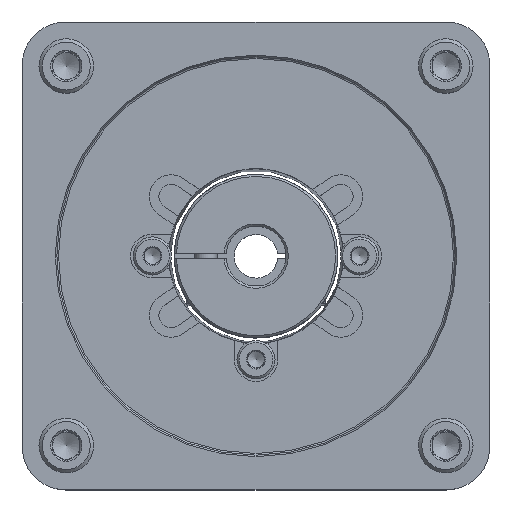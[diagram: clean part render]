
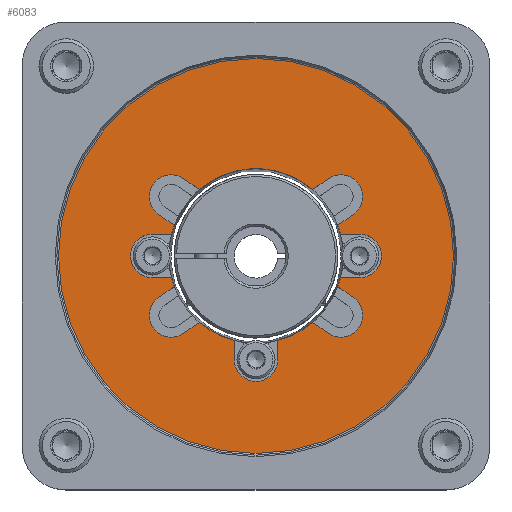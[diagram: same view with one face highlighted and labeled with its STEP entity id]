
A CAD part, top view. The second image highlights one B-rep face of the part: STEP entity #6083.
In plain terms, the highlighted planar face has unit normal (0, 0, 1).
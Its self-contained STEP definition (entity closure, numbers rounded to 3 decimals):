
#126=PLANE('',#6670);
#356=LINE('',#9984,#732);
#357=LINE('',#9988,#733);
#358=LINE('',#9989,#734);
#359=LINE('',#9993,#735);
#360=LINE('',#9994,#736);
#361=LINE('',#9998,#737);
#362=LINE('',#9999,#738);
#363=LINE('',#10003,#739);
#364=LINE('',#10004,#740);
#365=LINE('',#10008,#741);
#366=LINE('',#10009,#742);
#367=LINE('',#10013,#743);
#368=LINE('',#10014,#744);
#369=LINE('',#10018,#745);
#732=VECTOR('',#7829,1000.);
#733=VECTOR('',#7832,1000.);
#734=VECTOR('',#7833,1000.);
#735=VECTOR('',#7836,1000.);
#736=VECTOR('',#7837,1000.);
#737=VECTOR('',#7840,1000.);
#738=VECTOR('',#7841,1000.);
#739=VECTOR('',#7844,1000.);
#740=VECTOR('',#7845,1000.);
#741=VECTOR('',#7848,1000.);
#742=VECTOR('',#7849,1000.);
#743=VECTOR('',#7852,1000.);
#744=VECTOR('',#7853,1000.);
#745=VECTOR('',#7856,1000.);
#1263=CIRCLE('',#6630,16.);
#1265=CIRCLE('',#6633,16.);
#1271=CIRCLE('',#6641,16.);
#1276=CIRCLE('',#6648,16.);
#1280=CIRCLE('',#6654,16.);
#1284=CIRCLE('',#6659,16.);
#1287=CIRCLE('',#6663,16.);
#1292=CIRCLE('',#6671,4.);
#1293=CIRCLE('',#6672,4.);
#1294=CIRCLE('',#6673,4.);
#1295=CIRCLE('',#6674,4.);
#1296=CIRCLE('',#6675,4.);
#1297=CIRCLE('',#6676,4.);
#1298=CIRCLE('',#6677,4.);
#1299=CIRCLE('',#6678,36.225);
#2016=ORIENTED_EDGE('',*,*,#3596,.T.);
#2017=ORIENTED_EDGE('',*,*,#3597,.T.);
#2018=ORIENTED_EDGE('',*,*,#3598,.T.);
#2019=ORIENTED_EDGE('',*,*,#3566,.T.);
#2020=ORIENTED_EDGE('',*,*,#3599,.T.);
#2021=ORIENTED_EDGE('',*,*,#3600,.T.);
#2022=ORIENTED_EDGE('',*,*,#3601,.T.);
#2023=ORIENTED_EDGE('',*,*,#3575,.T.);
#2024=ORIENTED_EDGE('',*,*,#3602,.T.);
#2025=ORIENTED_EDGE('',*,*,#3603,.T.);
#2026=ORIENTED_EDGE('',*,*,#3604,.T.);
#2027=ORIENTED_EDGE('',*,*,#3582,.T.);
#2028=ORIENTED_EDGE('',*,*,#3605,.T.);
#2029=ORIENTED_EDGE('',*,*,#3606,.T.);
#2030=ORIENTED_EDGE('',*,*,#3607,.T.);
#2031=ORIENTED_EDGE('',*,*,#3527,.T.);
#2032=ORIENTED_EDGE('',*,*,#3608,.T.);
#2033=ORIENTED_EDGE('',*,*,#3609,.T.);
#2034=ORIENTED_EDGE('',*,*,#3610,.T.);
#2035=ORIENTED_EDGE('',*,*,#3522,.T.);
#2036=ORIENTED_EDGE('',*,*,#3611,.T.);
#2037=ORIENTED_EDGE('',*,*,#3612,.T.);
#2038=ORIENTED_EDGE('',*,*,#3613,.T.);
#2039=ORIENTED_EDGE('',*,*,#3542,.T.);
#2040=ORIENTED_EDGE('',*,*,#3614,.T.);
#2041=ORIENTED_EDGE('',*,*,#3615,.T.);
#2042=ORIENTED_EDGE('',*,*,#3616,.T.);
#2043=ORIENTED_EDGE('',*,*,#3555,.T.);
#2044=ORIENTED_EDGE('',*,*,#3617,.F.);
#3522=EDGE_CURVE('',#4356,#4355,#1263,.T.);
#3527=EDGE_CURVE('',#4360,#4359,#1265,.T.);
#3542=EDGE_CURVE('',#4372,#4371,#1271,.T.);
#3555=EDGE_CURVE('',#4382,#4381,#1276,.T.);
#3566=EDGE_CURVE('',#4390,#4389,#1280,.T.);
#3575=EDGE_CURVE('',#4398,#4397,#1284,.T.);
#3582=EDGE_CURVE('',#4404,#4403,#1287,.T.);
#3596=EDGE_CURVE('',#4381,#4413,#356,.T.);
#3597=EDGE_CURVE('',#4413,#4414,#1292,.F.);
#3598=EDGE_CURVE('',#4414,#4390,#357,.T.);
#3599=EDGE_CURVE('',#4389,#4415,#358,.T.);
#3600=EDGE_CURVE('',#4415,#4416,#1293,.F.);
#3601=EDGE_CURVE('',#4416,#4398,#359,.T.);
#3602=EDGE_CURVE('',#4397,#4417,#360,.T.);
#3603=EDGE_CURVE('',#4417,#4418,#1294,.F.);
#3604=EDGE_CURVE('',#4418,#4404,#361,.T.);
#3605=EDGE_CURVE('',#4403,#4419,#362,.T.);
#3606=EDGE_CURVE('',#4419,#4420,#1295,.F.);
#3607=EDGE_CURVE('',#4420,#4360,#363,.T.);
#3608=EDGE_CURVE('',#4359,#4421,#364,.T.);
#3609=EDGE_CURVE('',#4421,#4422,#1296,.F.);
#3610=EDGE_CURVE('',#4422,#4356,#365,.T.);
#3611=EDGE_CURVE('',#4355,#4423,#366,.T.);
#3612=EDGE_CURVE('',#4423,#4424,#1297,.F.);
#3613=EDGE_CURVE('',#4424,#4372,#367,.T.);
#3614=EDGE_CURVE('',#4371,#4425,#368,.T.);
#3615=EDGE_CURVE('',#4425,#4426,#1298,.F.);
#3616=EDGE_CURVE('',#4426,#4382,#369,.T.);
#3617=EDGE_CURVE('',#4427,#4427,#1299,.T.);
#4355=VERTEX_POINT('',#9840);
#4356=VERTEX_POINT('',#9842);
#4359=VERTEX_POINT('',#9850);
#4360=VERTEX_POINT('',#9852);
#4371=VERTEX_POINT('',#9879);
#4372=VERTEX_POINT('',#9881);
#4381=VERTEX_POINT('',#9904);
#4382=VERTEX_POINT('',#9906);
#4389=VERTEX_POINT('',#9925);
#4390=VERTEX_POINT('',#9927);
#4397=VERTEX_POINT('',#9943);
#4398=VERTEX_POINT('',#9945);
#4403=VERTEX_POINT('',#9957);
#4404=VERTEX_POINT('',#9959);
#4413=VERTEX_POINT('',#9985);
#4414=VERTEX_POINT('',#9987);
#4415=VERTEX_POINT('',#9990);
#4416=VERTEX_POINT('',#9992);
#4417=VERTEX_POINT('',#9995);
#4418=VERTEX_POINT('',#9997);
#4419=VERTEX_POINT('',#10000);
#4420=VERTEX_POINT('',#10002);
#4421=VERTEX_POINT('',#10005);
#4422=VERTEX_POINT('',#10007);
#4423=VERTEX_POINT('',#10010);
#4424=VERTEX_POINT('',#10012);
#4425=VERTEX_POINT('',#10015);
#4426=VERTEX_POINT('',#10017);
#4427=VERTEX_POINT('',#10020);
#5015=EDGE_LOOP('',(#2016,#2017,#2018,#2019,#2020,#2021,#2022,#2023,#2024,
#2025,#2026,#2027,#2028,#2029,#2030,#2031,#2032,#2033,#2034,#2035,#2036,
#2037,#2038,#2039,#2040,#2041,#2042,#2043));
#5016=EDGE_LOOP('',(#2044));
#5540=FACE_BOUND('',#5015,.T.);
#5541=FACE_BOUND('',#5016,.T.);
#6083=ADVANCED_FACE('',(#5540,#5541),#126,.T.);
#6630=AXIS2_PLACEMENT_3D('',#9841,#7702,#7703);
#6633=AXIS2_PLACEMENT_3D('',#9851,#7711,#7712);
#6641=AXIS2_PLACEMENT_3D('',#9880,#7736,#7737);
#6648=AXIS2_PLACEMENT_3D('',#9905,#7758,#7759);
#6654=AXIS2_PLACEMENT_3D('',#9926,#7777,#7778);
#6659=AXIS2_PLACEMENT_3D('',#9944,#7792,#7793);
#6663=AXIS2_PLACEMENT_3D('',#9958,#7804,#7805);
#6670=AXIS2_PLACEMENT_3D('',#9983,#7827,#7828);
#6671=AXIS2_PLACEMENT_3D('',#9986,#7830,#7831);
#6672=AXIS2_PLACEMENT_3D('',#9991,#7834,#7835);
#6673=AXIS2_PLACEMENT_3D('',#9996,#7838,#7839);
#6674=AXIS2_PLACEMENT_3D('',#10001,#7842,#7843);
#6675=AXIS2_PLACEMENT_3D('',#10006,#7846,#7847);
#6676=AXIS2_PLACEMENT_3D('',#10011,#7850,#7851);
#6677=AXIS2_PLACEMENT_3D('',#10016,#7854,#7855);
#6678=AXIS2_PLACEMENT_3D('',#10019,#7857,#7858);
#7702=DIRECTION('',(0.,0.,-1.));
#7703=DIRECTION('',(-1.,0.,0.));
#7711=DIRECTION('',(0.,0.,-1.));
#7712=DIRECTION('',(-1.,0.,0.));
#7736=DIRECTION('',(0.,0.,-1.));
#7737=DIRECTION('',(-1.,0.,0.));
#7758=DIRECTION('',(0.,0.,-1.));
#7759=DIRECTION('',(-1.,0.,0.));
#7777=DIRECTION('',(0.,0.,-1.));
#7778=DIRECTION('',(-1.,0.,0.));
#7792=DIRECTION('',(0.,0.,-1.));
#7793=DIRECTION('',(-1.,0.,0.));
#7804=DIRECTION('',(0.,0.,-1.));
#7805=DIRECTION('',(-1.,0.,0.));
#7827=DIRECTION('',(0.,0.,1.));
#7828=DIRECTION('',(1.,0.,0.));
#7829=DIRECTION('',(0.,1.,0.));
#7830=DIRECTION('',(0.,0.,1.));
#7831=DIRECTION('',(1.,0.,0.));
#7832=DIRECTION('',(0.,-1.,0.));
#7833=DIRECTION('',(0.819,0.574,0.));
#7834=DIRECTION('',(0.,0.,1.));
#7835=DIRECTION('',(1.,0.,0.));
#7836=DIRECTION('',(-0.819,-0.574,0.));
#7837=DIRECTION('',(1.,0.,0.));
#7838=DIRECTION('',(0.,0.,1.));
#7839=DIRECTION('',(1.,0.,0.));
#7840=DIRECTION('',(-1.,0.,0.));
#7841=DIRECTION('',(0.819,-0.574,0.));
#7842=DIRECTION('',(0.,0.,1.));
#7843=DIRECTION('',(1.,0.,0.));
#7844=DIRECTION('',(-0.819,0.574,0.));
#7845=DIRECTION('',(-0.819,-0.574,0.));
#7846=DIRECTION('',(0.,0.,1.));
#7847=DIRECTION('',(1.,0.,0.));
#7848=DIRECTION('',(0.819,0.574,0.));
#7849=DIRECTION('',(-1.,0.,0.));
#7850=DIRECTION('',(0.,0.,1.));
#7851=DIRECTION('',(1.,0.,0.));
#7852=DIRECTION('',(1.,0.,0.));
#7853=DIRECTION('',(-0.819,0.574,0.));
#7854=DIRECTION('',(0.,0.,1.));
#7855=DIRECTION('',(1.,0.,0.));
#7856=DIRECTION('',(0.819,-0.574,0.));
#7857=DIRECTION('',(0.,0.,-1.));
#7858=DIRECTION('',(-1.,0.,0.));
#9840=CARTESIAN_POINT('',(-15.492,-4.,13.));
#9841=CARTESIAN_POINT('',(0.,0.,13.));
#9842=CARTESIAN_POINT('',(-14.985,-5.609,13.));
#9850=CARTESIAN_POINT('',(-10.396,-12.162,13.));
#9851=CARTESIAN_POINT('',(0.,0.,13.));
#9852=CARTESIAN_POINT('',(10.396,-12.162,13.));
#9879=CARTESIAN_POINT('',(-14.985,5.609,13.));
#9880=CARTESIAN_POINT('',(0.,0.,13.));
#9881=CARTESIAN_POINT('',(-15.492,4.,13.));
#9904=CARTESIAN_POINT('',(-4.,15.492,13.));
#9905=CARTESIAN_POINT('',(0.,0.,13.));
#9906=CARTESIAN_POINT('',(-10.396,12.162,13.));
#9925=CARTESIAN_POINT('',(10.396,12.162,13.));
#9926=CARTESIAN_POINT('',(0.,0.,13.));
#9927=CARTESIAN_POINT('',(4.,15.492,13.));
#9943=CARTESIAN_POINT('',(15.492,4.,13.));
#9944=CARTESIAN_POINT('',(0.,0.,13.));
#9945=CARTESIAN_POINT('',(14.985,5.609,13.));
#9957=CARTESIAN_POINT('',(14.985,-5.609,13.));
#9958=CARTESIAN_POINT('',(0.,0.,13.));
#9959=CARTESIAN_POINT('',(15.492,-4.,13.));
#9983=CARTESIAN_POINT('',(0.,36.225,13.));
#9984=CARTESIAN_POINT('',(-4.,36.225,13.));
#9985=CARTESIAN_POINT('',(-4.,19.,13.));
#9986=CARTESIAN_POINT('',(0.,19.,13.));
#9987=CARTESIAN_POINT('',(4.,19.,13.));
#9988=CARTESIAN_POINT('',(4.,36.225,13.));
#9989=CARTESIAN_POINT('',(14.726,15.194,13.));
#9990=CARTESIAN_POINT('',(13.27,14.175,13.));
#9991=CARTESIAN_POINT('',(15.564,10.898,13.));
#9992=CARTESIAN_POINT('',(17.858,7.621,13.));
#9993=CARTESIAN_POINT('',(19.314,8.641,13.));
#9994=CARTESIAN_POINT('',(0.,4.,13.));
#9995=CARTESIAN_POINT('',(19.,4.,13.));
#9996=CARTESIAN_POINT('',(19.,0.,13.));
#9997=CARTESIAN_POINT('',(19.,-4.,13.));
#9998=CARTESIAN_POINT('',(0.,-4.,13.));
#9999=CARTESIAN_POINT('',(-14.726,15.194,13.));
#10000=CARTESIAN_POINT('',(17.858,-7.621,13.));
#10001=CARTESIAN_POINT('',(15.564,-10.898,13.));
#10002=CARTESIAN_POINT('',(13.27,-14.175,13.));
#10003=CARTESIAN_POINT('',(-19.314,8.641,13.));
#10004=CARTESIAN_POINT('',(19.314,8.641,13.));
#10005=CARTESIAN_POINT('',(-13.27,-14.175,13.));
#10006=CARTESIAN_POINT('',(-15.564,-10.898,13.));
#10007=CARTESIAN_POINT('',(-17.858,-7.621,13.));
#10008=CARTESIAN_POINT('',(14.726,15.194,13.));
#10009=CARTESIAN_POINT('',(0.,-4.,13.));
#10010=CARTESIAN_POINT('',(-19.,-4.,13.));
#10011=CARTESIAN_POINT('',(-19.,0.,13.));
#10012=CARTESIAN_POINT('',(-19.,4.,13.));
#10013=CARTESIAN_POINT('',(0.,4.,13.));
#10014=CARTESIAN_POINT('',(-19.314,8.641,13.));
#10015=CARTESIAN_POINT('',(-17.858,7.621,13.));
#10016=CARTESIAN_POINT('',(-15.564,10.898,13.));
#10017=CARTESIAN_POINT('',(-13.27,14.175,13.));
#10018=CARTESIAN_POINT('',(-14.726,15.194,13.));
#10019=CARTESIAN_POINT('',(0.,0.,13.));
#10020=CARTESIAN_POINT('',(-36.225,0.,13.));
